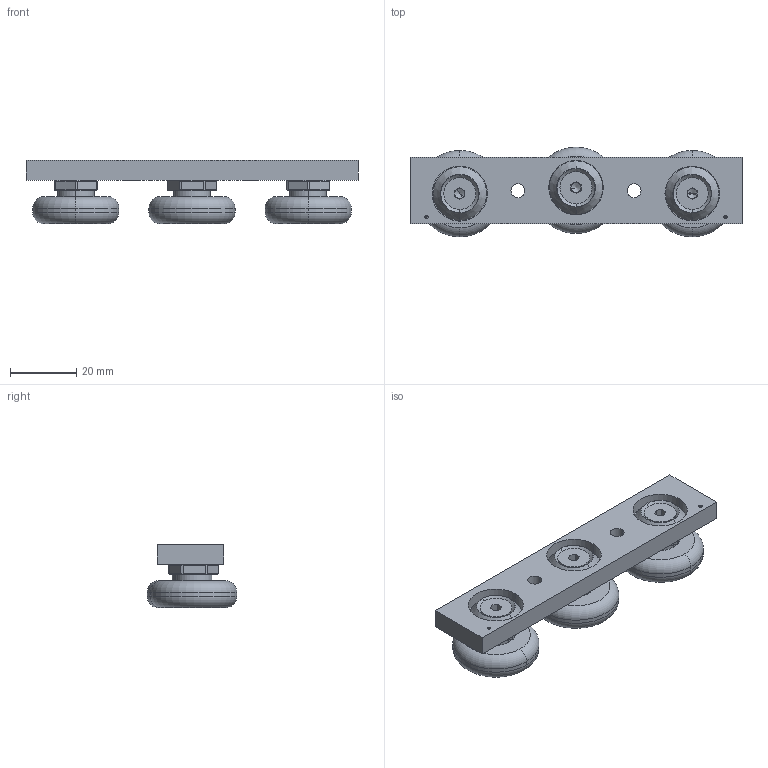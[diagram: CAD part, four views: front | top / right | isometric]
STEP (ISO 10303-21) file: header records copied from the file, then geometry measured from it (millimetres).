
FILE_DESCRIPTION (( 'STEP AP214' ), '1' );
FILE_NAME ('RLE33-3-2RS neu.STEP', '2020-04-17T11:24:37', ( '' ), ( '' ), 'SwSTEP 2.0', 'SolidWorks 2019', '' );
FILE_SCHEMA (( 'AUTOMOTIVE_DESIGN' ));
Length unit declared in the file: millimetre
Products named in the file (1): RLE33-3-2RS neu
Bounding box: 100 x 27 x 19 mm (x, y, z)
Volume: 24214 mm3; surface area: 14290.7 mm2
Topology: 10 solids, 10 shells, 306 faces, 632 edges, 350 vertices
Faces by surface type: plane 180, cylinder 62, cone 46, torus 18
Entity records: 11265 total; most frequent: DIRECTION 1438, CARTESIAN_POINT 1273, ORIENTED_EDGE 1232, EDGE_CURVE 616, AXIS2_PLACEMENT_3D 515, VECTOR 408, LINE 408, VERTEX_POINT 350
